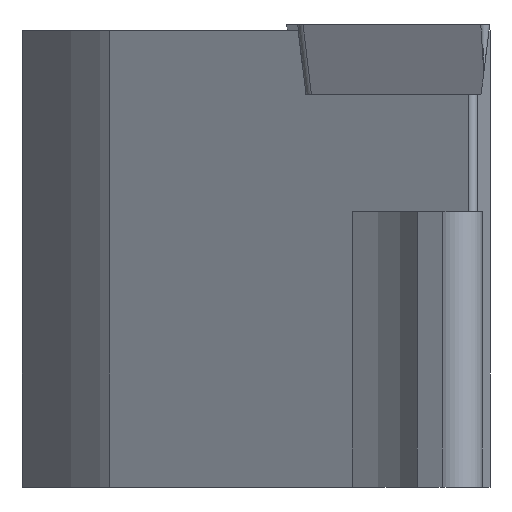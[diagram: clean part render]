
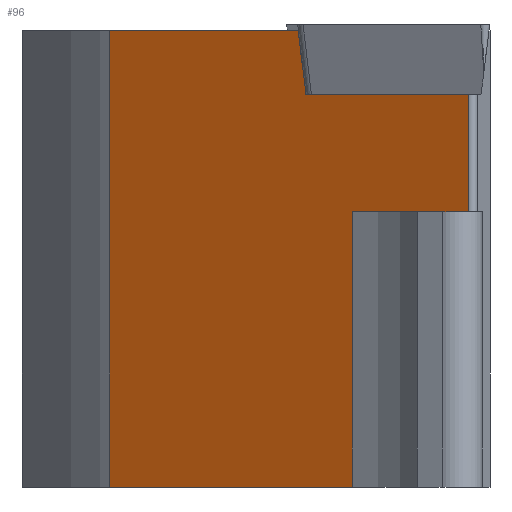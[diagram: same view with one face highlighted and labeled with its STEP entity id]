
A CAD part, left-side view. The second image highlights one B-rep face of the part: STEP entity #96.
In plain terms, the highlighted planar face has unit normal (-0.848, 0.53, 0).
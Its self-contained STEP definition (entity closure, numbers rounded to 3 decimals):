
#96=ADVANCED_FACE('',(#150),#129,.F.);
#129=PLANE('',#649);
#150=FACE_OUTER_BOUND('',#182,.T.);
#182=EDGE_LOOP('',(#216,#217,#218,#219,#220,#221,#222,#223));
#216=ORIENTED_EDGE('',*,*,#440,.T.);
#217=ORIENTED_EDGE('',*,*,#441,.T.);
#218=ORIENTED_EDGE('',*,*,#442,.F.);
#219=ORIENTED_EDGE('',*,*,#443,.F.);
#220=ORIENTED_EDGE('',*,*,#444,.F.);
#221=ORIENTED_EDGE('',*,*,#445,.F.);
#222=ORIENTED_EDGE('',*,*,#446,.T.);
#223=ORIENTED_EDGE('',*,*,#447,.F.);
#384=VERTEX_POINT('',#883);
#385=VERTEX_POINT('',#884);
#386=VERTEX_POINT('',#886);
#387=VERTEX_POINT('',#888);
#388=VERTEX_POINT('',#890);
#389=VERTEX_POINT('',#892);
#390=VERTEX_POINT('',#894);
#391=VERTEX_POINT('',#896);
#440=EDGE_CURVE('',#384,#385,#524,.T.);
#441=EDGE_CURVE('',#385,#386,#525,.T.);
#442=EDGE_CURVE('',#387,#386,#526,.T.);
#443=EDGE_CURVE('',#388,#387,#527,.T.);
#444=EDGE_CURVE('',#389,#388,#528,.T.);
#445=EDGE_CURVE('',#390,#389,#529,.T.);
#446=EDGE_CURVE('',#390,#391,#530,.T.);
#447=EDGE_CURVE('',#384,#391,#531,.T.);
#524=LINE('',#882,#586);
#525=LINE('',#885,#587);
#526=LINE('',#887,#588);
#527=LINE('',#889,#589);
#528=LINE('',#891,#590);
#529=LINE('',#893,#591);
#530=LINE('',#895,#592);
#531=LINE('',#897,#593);
#586=VECTOR('',#707,1.);
#587=VECTOR('',#708,1.);
#588=VECTOR('',#709,1.);
#589=VECTOR('',#710,1.);
#590=VECTOR('',#711,1.);
#591=VECTOR('',#712,1.);
#592=VECTOR('',#713,1.);
#593=VECTOR('',#714,1.);
#649=AXIS2_PLACEMENT_3D('',#898,#715,#716);
#707=DIRECTION('',(0.,0.,1.));
#708=DIRECTION('',(-0.53,-0.848,0.));
#709=DIRECTION('',(0.,0.,-1.));
#710=DIRECTION('',(-0.53,-0.848,0.));
#711=DIRECTION('',(-0.079,-0.126,-0.989));
#712=DIRECTION('',(-0.53,-0.848,0.));
#713=DIRECTION('',(0.,0.,-1.));
#714=DIRECTION('',(0.53,0.848,0.));
#715=DIRECTION('',(0.848,-0.53,0.));
#716=DIRECTION('',(0.53,0.848,0.));
#882=CARTESIAN_POINT('',(3.224,4.704,-135.238));
#883=CARTESIAN_POINT('',(3.224,4.704,-15.8));
#884=CARTESIAN_POINT('',(3.224,4.704,-6.38));
#885=CARTESIAN_POINT('',(0.752,0.747,-6.38));
#886=CARTESIAN_POINT('',(0.752,0.747,-6.38));
#887=CARTESIAN_POINT('',(0.752,0.747,-20.));
#888=CARTESIAN_POINT('',(0.752,0.747,-2.38));
#889=CARTESIAN_POINT('',(0.752,0.747,-2.38));
#890=CARTESIAN_POINT('',(4.213,6.287,-2.38));
#891=CARTESIAN_POINT('',(2.768,3.975,-20.57));
#892=CARTESIAN_POINT('',(4.386,6.564,-0.2));
#893=CARTESIAN_POINT('',(0.752,0.747,-0.2));
#894=CARTESIAN_POINT('',(8.408,13.,-0.2));
#895=CARTESIAN_POINT('',(8.408,13.,-20.));
#896=CARTESIAN_POINT('',(8.408,13.,-15.8));
#897=CARTESIAN_POINT('',(0.752,0.747,-15.8));
#898=CARTESIAN_POINT('',(0.752,0.747,-20.));
